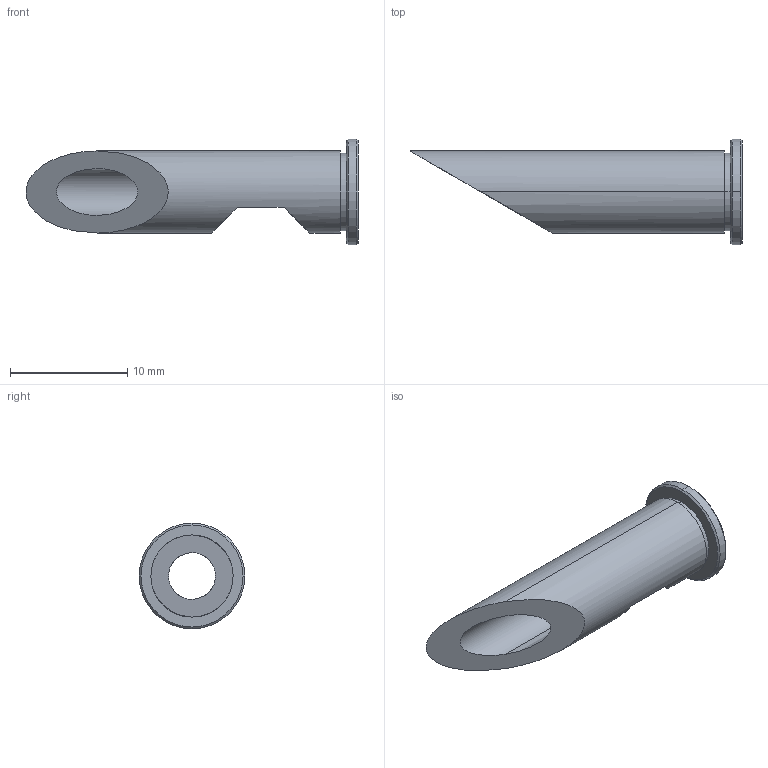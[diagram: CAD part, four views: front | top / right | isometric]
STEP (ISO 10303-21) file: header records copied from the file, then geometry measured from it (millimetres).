
FILE_DESCRIPTION (( 'STEP AP214' ), '1' );
FILE_NAME ('A07-A04-23ST.STEP', '2017-02-09T07:37:19', ( 'SWIAdmin' ), ( 'Hewlett-Packard Company' ), 'SwSTEP 2.0', 'SolidWorks 2015', '' );
FILE_SCHEMA (( 'AUTOMOTIVE_DESIGN' ));
Length unit declared in the file: millimetre
Products named in the file (1): A07-A04-23ST
Bounding box: 28.31 x 9 x 9 mm (x, y, z)
Volume: 544.4 mm3; surface area: 868.2 mm2
Topology: 1 solids, 1 shells, 22 faces, 54 edges, 34 vertices
Faces by surface type: cylinder 8, plane 8, cone 6
Entity records: 690 total; most frequent: CARTESIAN_POINT 147, ORIENTED_EDGE 108, DIRECTION 106, EDGE_CURVE 54, AXIS2_PLACEMENT_3D 41, VERTEX_POINT 34, EDGE_LOOP 26, LINE 24
